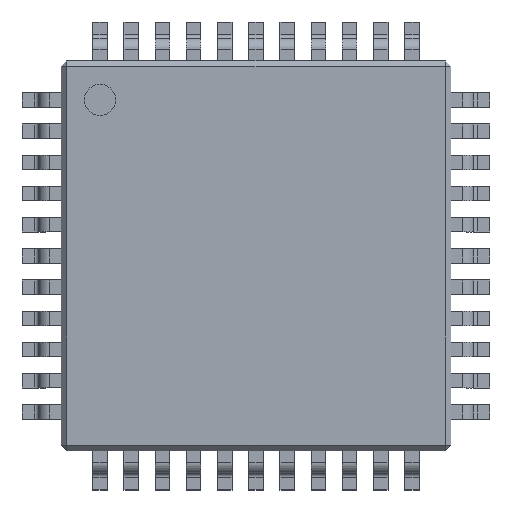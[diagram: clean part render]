
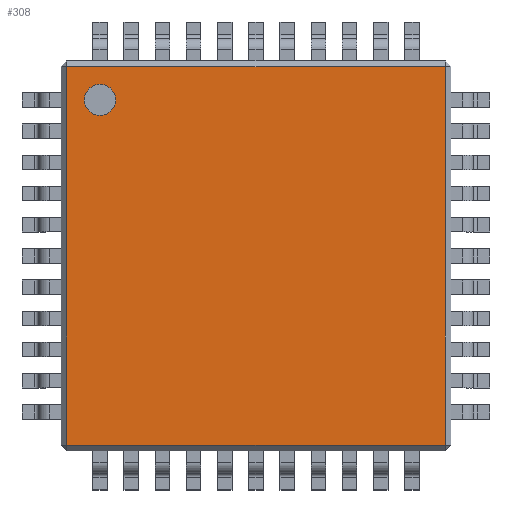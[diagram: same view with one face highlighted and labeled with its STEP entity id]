
A CAD part, top view. The second image highlights one B-rep face of the part: STEP entity #308.
In plain terms, the highlighted planar face has unit normal (0, 0, 1).
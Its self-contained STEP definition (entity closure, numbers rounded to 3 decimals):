
#13=DIRECTION('',(0.,0.,1.));
#14=DIRECTION('',(1.,0.,0.));
#108=VECTOR('',#109,1.);
#109=DIRECTION('',(0.,1.,0.));
#182=VERTEX_POINT('',#183);
#183=CARTESIAN_POINT('',(-4.85,-4.85,1.));
#191=VERTEX_POINT('',#192);
#192=CARTESIAN_POINT('',(-4.85,4.85,1.));
#197=ORIENTED_EDGE('',*,*,#198,.F.);
#198=EDGE_CURVE('',#182,#191,#199,.T.);
#199=LINE('',#200,#108);
#200=CARTESIAN_POINT('',(-4.85,-5.,1.));
#266=VECTOR('',#14,1.);
#308=ADVANCED_FACE('',(#309,#327),#336,.T.);
#309=FACE_BOUND('',#310,.T.);
#310=EDGE_LOOP('',(#197,#311,#317,#323));
#311=ORIENTED_EDGE('',*,*,#312,.T.);
#312=EDGE_CURVE('',#182,#313,#315,.T.);
#313=VERTEX_POINT('',#314);
#314=CARTESIAN_POINT('',(4.85,-4.85,1.));
#315=LINE('',#316,#266);
#316=CARTESIAN_POINT('',(-5.,-4.85,1.));
#317=ORIENTED_EDGE('',*,*,#318,.T.);
#318=EDGE_CURVE('',#313,#319,#321,.T.);
#319=VERTEX_POINT('',#320);
#320=CARTESIAN_POINT('',(4.85,4.85,1.));
#321=LINE('',#322,#108);
#322=CARTESIAN_POINT('',(4.85,-5.,1.));
#323=ORIENTED_EDGE('',*,*,#324,.F.);
#324=EDGE_CURVE('',#191,#319,#325,.T.);
#325=LINE('',#326,#266);
#326=CARTESIAN_POINT('',(-5.,4.85,1.));
#327=FACE_BOUND('',#328,.T.);
#328=EDGE_LOOP('',(#329));
#329=ORIENTED_EDGE('',*,*,#330,.F.);
#330=EDGE_CURVE('',#331,#331,#333,.T.);
#331=VERTEX_POINT('',#332);
#332=CARTESIAN_POINT('',(-3.6,4.,1.));
#333=CIRCLE('',#334,0.4);
#334=AXIS2_PLACEMENT_3D('',#335,#13,#14);
#335=CARTESIAN_POINT('',(-4.,4.,1.));
#336=PLANE('',#337);
#337=AXIS2_PLACEMENT_3D('',#338,#13,#14);
#338=CARTESIAN_POINT('',(-5.,-5.,1.));
